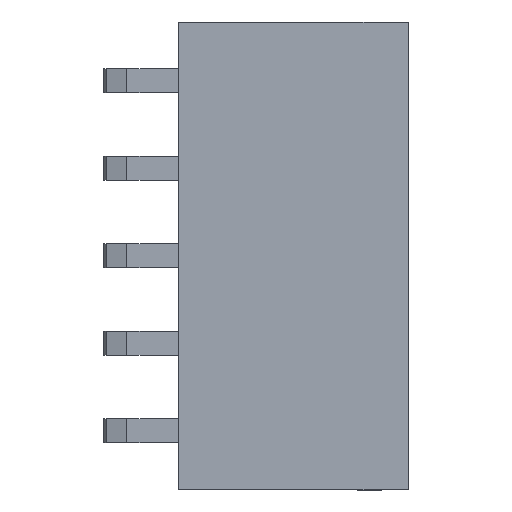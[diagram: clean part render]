
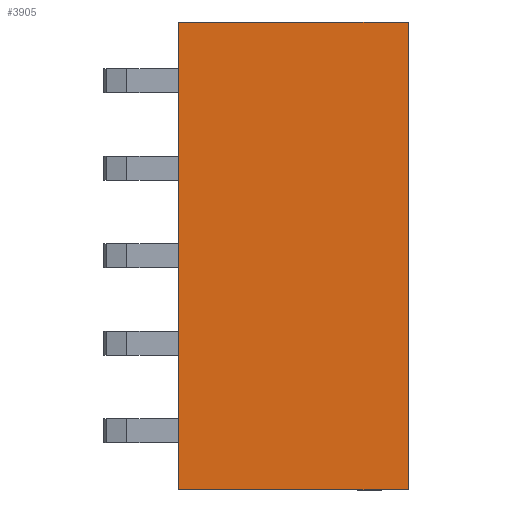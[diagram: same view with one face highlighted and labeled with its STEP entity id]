
A CAD part, top view. The second image highlights one B-rep face of the part: STEP entity #3905.
In plain terms, the highlighted planar face has unit normal (0, 0, 1).
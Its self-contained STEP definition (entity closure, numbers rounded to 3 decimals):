
#12 = VECTOR ( 'NONE', #271, 1000. ) ;
#147 = ORIENTED_EDGE ( 'NONE', *, *, #2096, .F. ) ;
#170 = CARTESIAN_POINT ( 'NONE',  ( 0., 3.805, 6.42 ) ) ;
#175 = FACE_OUTER_BOUND ( 'NONE', #6309, .T. ) ;
#271 = DIRECTION ( 'NONE',  ( 1., 0., 0. ) ) ;
#476 = VERTEX_POINT ( 'NONE', #7400 ) ;
#520 = ORIENTED_EDGE ( 'NONE', *, *, #3403, .T. ) ;
#582 = AXIS2_PLACEMENT_3D ( 'NONE', #1856, #5934, #2434 ) ;
#1597 = LINE ( 'NONE', #3143, #12 ) ;
#1856 = CARTESIAN_POINT ( 'NONE',  ( 0., 8.94, 6.42 ) ) ;
#2096 = EDGE_CURVE ( 'NONE', #6627, #2916, #1597, .T. ) ;
#2305 = LINE ( 'NONE', #2581, #5237 ) ;
#2309 = EDGE_CURVE ( 'NONE', #2916, #476, #3049, .T. ) ;
#2434 = DIRECTION ( 'NONE',  ( -1., 0., 0. ) ) ;
#2581 = CARTESIAN_POINT ( 'NONE',  ( 0., 8.94, 6.42 ) ) ;
#2674 = DIRECTION ( 'NONE',  ( -1., 0., 0. ) ) ;
#2916 = VERTEX_POINT ( 'NONE', #4414 ) ;
#3049 = LINE ( 'NONE', #6951, #5962 ) ;
#3105 = EDGE_CURVE ( 'NONE', #476, #6822, #3326, .T. ) ;
#3142 = VECTOR ( 'NONE', #2674, 1000. ) ;
#3143 = CARTESIAN_POINT ( 'NONE',  ( 0., 24.175, 6.42 ) ) ;
#3181 = DIRECTION ( 'NONE',  ( 0., -1., 0. ) ) ;
#3326 = LINE ( 'NONE', #7560, #3142 ) ;
#3403 = EDGE_CURVE ( 'NONE', #6627, #6822, #2305, .T. ) ;
#3905 = ADVANCED_FACE ( 'NONE', ( #175 ), #4182, .F. ) ;
#4003 = ORIENTED_EDGE ( 'NONE', *, *, #2309, .F. ) ;
#4182 = PLANE ( 'NONE',  #582 ) ;
#4414 = CARTESIAN_POINT ( 'NONE',  ( 10., 24.175, 6.42 ) ) ;
#4580 = DIRECTION ( 'NONE',  ( 0., -1., 0. ) ) ;
#5237 = VECTOR ( 'NONE', #3181, 1000. ) ;
#5254 = CARTESIAN_POINT ( 'NONE',  ( 0., 24.175, 6.42 ) ) ;
#5934 = DIRECTION ( 'NONE',  ( 0., 0., -1. ) ) ;
#5962 = VECTOR ( 'NONE', #4580, 1000. ) ;
#6309 = EDGE_LOOP ( 'NONE', ( #520, #6462, #4003, #147 ) ) ;
#6462 = ORIENTED_EDGE ( 'NONE', *, *, #3105, .F. ) ;
#6627 = VERTEX_POINT ( 'NONE', #5254 ) ;
#6822 = VERTEX_POINT ( 'NONE', #170 ) ;
#6951 = CARTESIAN_POINT ( 'NONE',  ( 10., 8.94, 6.42 ) ) ;
#7400 = CARTESIAN_POINT ( 'NONE',  ( 10., 3.805, 6.42 ) ) ;
#7560 = CARTESIAN_POINT ( 'NONE',  ( 10., 3.805, 6.42 ) ) ;
